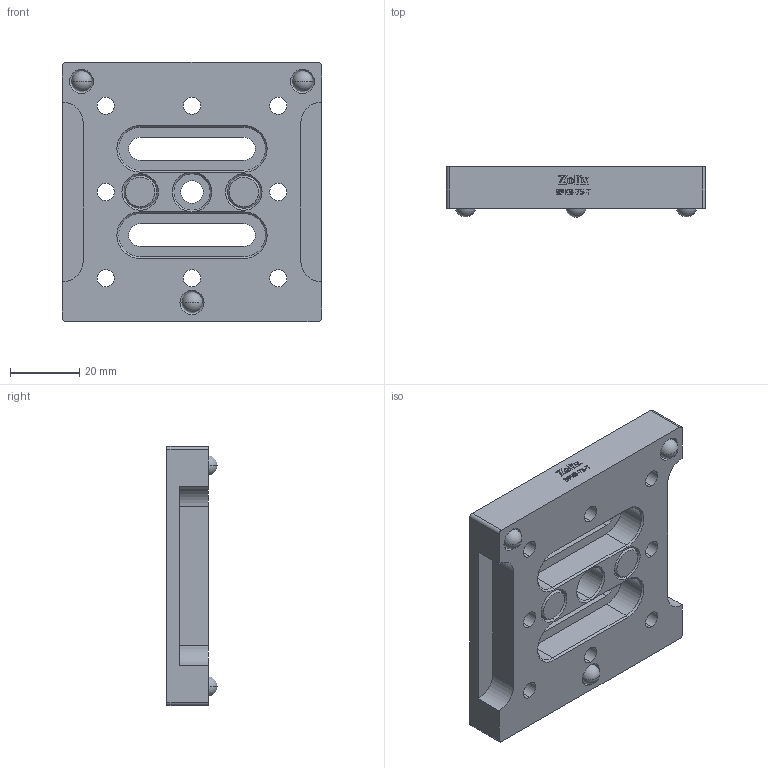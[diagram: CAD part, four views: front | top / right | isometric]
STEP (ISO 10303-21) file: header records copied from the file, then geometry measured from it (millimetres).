
FILE_DESCRIPTION (( 'STEP AP203' ), '1' );
FILE_NAME ('BPKB-75-T.STEP', '2025-10-15T01:59:12', ( '' ), ( '' ), 'SwSTEP 2.0', 'SolidWorks 2020', '' );
FILE_SCHEMA (( 'CONFIG_CONTROL_DESIGN' ));
Length unit declared in the file: millimetre
Products named in the file (1): BPKB-75-T
Bounding box: 75 x 14.5 x 75.01 mm (x, y, z)
Volume: 49518.4 mm3; surface area: 19290 mm2
Topology: 6 solids, 6 shells, 801 faces, 2158 edges, 1416 vertices
Faces by surface type: plane 432, bspline 261, cylinder 54, cone 42, sphere 12
Entity records: 34043 total; most frequent: CARTESIAN_POINT 16273, ORIENTED_EDGE 4280, DIRECTION 2526, EDGE_CURVE 2140, VERTEX_POINT 1410, VECTOR 1108, LINE 1108, EDGE_LOOP 882
